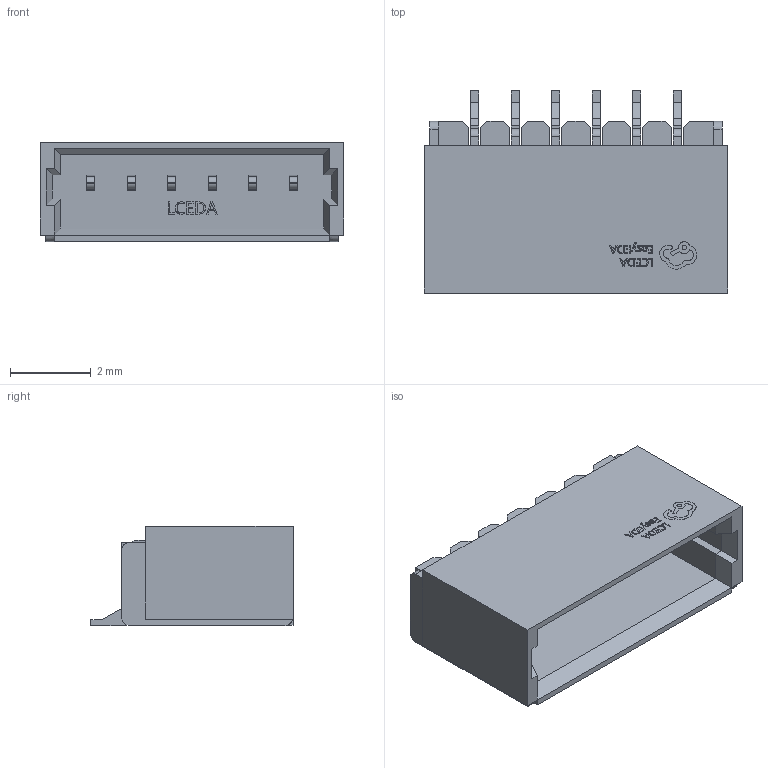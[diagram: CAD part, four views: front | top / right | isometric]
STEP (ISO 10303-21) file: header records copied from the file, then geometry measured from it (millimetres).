
FILE_DESCRIPTION(/* description */ (''),/* implementation_level */ '2;1');
FILE_NAME(/* name */ 'sh1.0_6pin_hori.step',/* time_stamp */ '2023-12-01T23:10:35+08:00',/* author */ (''),/* organization */ (''),/* preprocessor_version */ 'ST-DEVELOPER v20',/* originating_system */ 'Autodesk Translation Framework v12.9.0.99',/* authorisation */ '');
FILE_SCHEMA (('AUTOMOTIVE_DESIGN { 1 0 10303 214 3 1 1 }'));
Length unit declared in the file: millimetre
Products named in the file (3): CN2; CONN-SMD_A1002WR-S-6P; COMPOUND (1)
Assembly tree (2 placements, depth 3):
  CN2
    CONN-SMD_A1002WR-S-6P
      COMPOUND (1)
Bounding box: 7.5 x 5 x 2.45 mm (x, y, z)
Volume: 37 mm3; surface area: 208.6 mm2
Topology: 14 solids, 14 shells, 523 faces, 1389 edges, 918 vertices
Faces by surface type: plane 387, bspline 112, cylinder 24
Entity records: 17866 total; most frequent: CARTESIAN_POINT 4675, ORIENTED_EDGE 2778, DIRECTION 2221, EDGE_CURVE 1389, LINE 1113, VECTOR 1113, VERTEX_POINT 918, EDGE_LOOP 559
